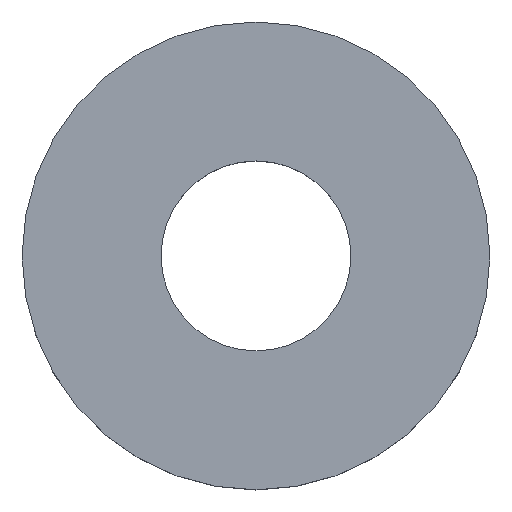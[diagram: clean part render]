
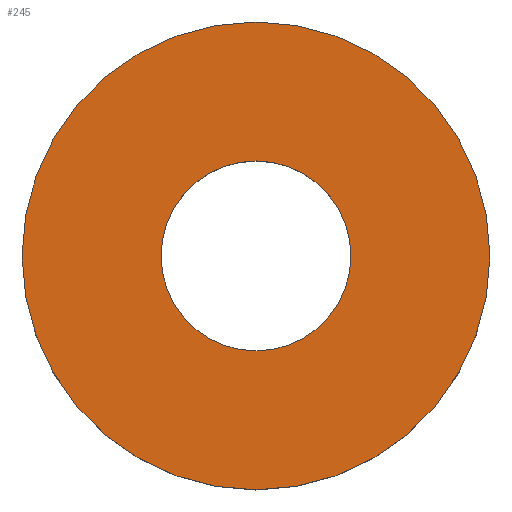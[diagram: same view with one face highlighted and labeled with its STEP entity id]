
A CAD part, top view. The second image highlights one B-rep face of the part: STEP entity #245.
In plain terms, the highlighted planar face has unit normal (0, 0, 1).
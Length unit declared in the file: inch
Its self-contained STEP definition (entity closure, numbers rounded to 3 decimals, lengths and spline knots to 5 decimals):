
#13 = CIRCLE ( 'NONE', #230, 0.1015 ) ;
#17 = EDGE_CURVE ( 'NONE', #137, #249, #13, .T. ) ;
#22 = CARTESIAN_POINT ( 'NONE',  ( 0., 0., 0.04475 ) ) ;
#23 = CARTESIAN_POINT ( 'NONE',  ( 0., 0., 0.04475 ) ) ;
#33 = AXIS2_PLACEMENT_3D ( 'NONE', #204, #237, #223 ) ;
#34 = CARTESIAN_POINT ( 'NONE',  ( -0.1015, 0., 0.04475 ) ) ;
#36 = ORIENTED_EDGE ( 'NONE', *, *, #191, .T. ) ;
#39 = EDGE_LOOP ( 'NONE', ( #36, #148 ) ) ;
#45 = CIRCLE ( 'NONE', #156, 0.1015 ) ;
#48 = FACE_OUTER_BOUND ( 'NONE', #39, .T. ) ;
#50 = AXIS2_PLACEMENT_3D ( 'NONE', #23, #136, #143 ) ;
#58 = CIRCLE ( 'NONE', #33, 0.25 ) ;
#59 = VERTEX_POINT ( 'NONE', #198 ) ;
#69 = DIRECTION ( 'NONE',  ( 1., 0., 0. ) ) ;
#94 = PLANE ( 'NONE',  #50 ) ;
#97 = CARTESIAN_POINT ( 'NONE',  ( 0., 0., 0.04475 ) ) ;
#99 = DIRECTION ( 'NONE',  ( 0., 0., 1. ) ) ;
#128 = DIRECTION ( 'NONE',  ( 0., 0., 1. ) ) ;
#131 = EDGE_CURVE ( 'NONE', #226, #59, #58, .T. ) ;
#136 = DIRECTION ( 'NONE',  ( 0., 0., 1. ) ) ;
#137 = VERTEX_POINT ( 'NONE', #34 ) ;
#141 = DIRECTION ( 'NONE',  ( 1., 0., 0. ) ) ;
#143 = DIRECTION ( 'NONE',  ( 1., 0., 0. ) ) ;
#144 = ORIENTED_EDGE ( 'NONE', *, *, #187, .F. ) ;
#148 = ORIENTED_EDGE ( 'NONE', *, *, #131, .T. ) ;
#155 = CARTESIAN_POINT ( 'NONE',  ( 0., 0., 0.04475 ) ) ;
#156 = AXIS2_PLACEMENT_3D ( 'NONE', #97, #219, #141 ) ;
#165 = CARTESIAN_POINT ( 'NONE',  ( 0.1015, 0., 0.04475 ) ) ;
#187 = EDGE_CURVE ( 'NONE', #249, #137, #45, .T. ) ;
#189 = ORIENTED_EDGE ( 'NONE', *, *, #17, .F. ) ;
#190 = AXIS2_PLACEMENT_3D ( 'NONE', #22, #99, #217 ) ;
#191 = EDGE_CURVE ( 'NONE', #59, #226, #246, .T. ) ;
#197 = FACE_BOUND ( 'NONE', #242, .T. ) ;
#198 = CARTESIAN_POINT ( 'NONE',  ( -0.25, 0., 0.04475 ) ) ;
#204 = CARTESIAN_POINT ( 'NONE',  ( 0., 0., 0.04475 ) ) ;
#217 = DIRECTION ( 'NONE',  ( 1., 0., 0. ) ) ;
#219 = DIRECTION ( 'NONE',  ( 0., 0., 1. ) ) ;
#223 = DIRECTION ( 'NONE',  ( 1., 0., 0. ) ) ;
#226 = VERTEX_POINT ( 'NONE', #232 ) ;
#230 = AXIS2_PLACEMENT_3D ( 'NONE', #155, #128, #69 ) ;
#232 = CARTESIAN_POINT ( 'NONE',  ( 0.25, 0., 0.04475 ) ) ;
#237 = DIRECTION ( 'NONE',  ( 0., 0., 1. ) ) ;
#242 = EDGE_LOOP ( 'NONE', ( #189, #144 ) ) ;
#245 = ADVANCED_FACE ( 'NONE', ( #48, #197 ), #94, .T. ) ;
#246 = CIRCLE ( 'NONE', #190, 0.25 ) ;
#249 = VERTEX_POINT ( 'NONE', #165 ) ;
